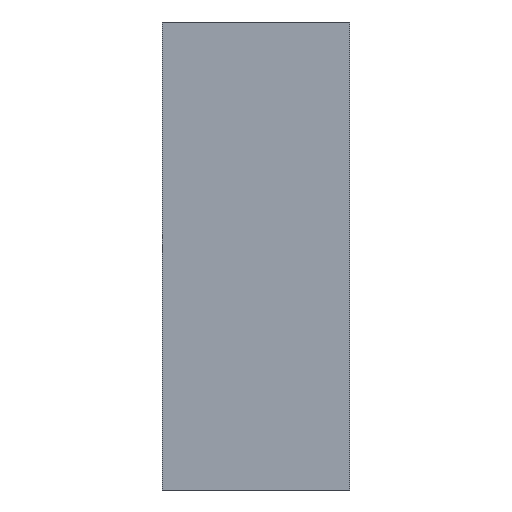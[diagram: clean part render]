
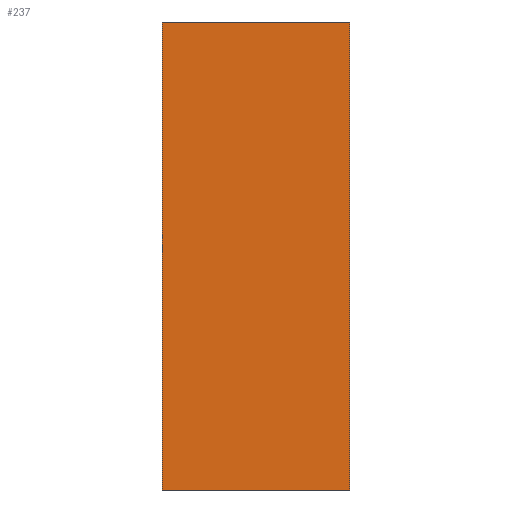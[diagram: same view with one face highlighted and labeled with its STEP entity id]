
A CAD part, left-side view. The second image highlights one B-rep face of the part: STEP entity #237.
In plain terms, the highlighted planar face has unit normal (-1, 0, 0).
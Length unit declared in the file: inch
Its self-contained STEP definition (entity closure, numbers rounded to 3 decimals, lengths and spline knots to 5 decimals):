
#2 = AXIS2_PLACEMENT_3D ( 'NONE', #138, #188, #23 ) ;
#5 = EDGE_CURVE ( 'NONE', #142, #51, #182, .T. ) ;
#15 = DIRECTION ( 'NONE',  ( 0., -1., 0. ) ) ;
#23 = DIRECTION ( 'NONE',  ( 0., 0., -1. ) ) ;
#39 = EDGE_CURVE ( 'NONE', #141, #71, #74, .T. ) ;
#51 = VERTEX_POINT ( 'NONE', #52 ) ;
#52 = CARTESIAN_POINT ( 'NONE',  ( 0., 0., 0. ) ) ;
#53 = EDGE_LOOP ( 'NONE', ( #183, #187, #111, #148 ) ) ;
#59 = CARTESIAN_POINT ( 'NONE',  ( 0., 0.1, 0. ) ) ;
#71 = VERTEX_POINT ( 'NONE', #131 ) ;
#74 = LINE ( 'NONE', #150, #223 ) ;
#75 = DIRECTION ( 'NONE',  ( 0., -1., 0. ) ) ;
#76 = CARTESIAN_POINT ( 'NONE',  ( 0., 0.1, -0.25 ) ) ;
#85 = EDGE_CURVE ( 'NONE', #71, #51, #172, .T. ) ;
#96 = CARTESIAN_POINT ( 'NONE',  ( 0., 0.1, 0. ) ) ;
#100 = DIRECTION ( 'NONE',  ( 0., 0., 1. ) ) ;
#111 = ORIENTED_EDGE ( 'NONE', *, *, #226, .F. ) ;
#129 = DIRECTION ( 'NONE',  ( 0., 0., 1. ) ) ;
#131 = CARTESIAN_POINT ( 'NONE',  ( 0., 0., -0.25 ) ) ;
#135 = PLANE ( 'NONE',  #2 ) ;
#138 = CARTESIAN_POINT ( 'NONE',  ( 0., 0.1, 0. ) ) ;
#141 = VERTEX_POINT ( 'NONE', #76 ) ;
#142 = VERTEX_POINT ( 'NONE', #152 ) ;
#148 = ORIENTED_EDGE ( 'NONE', *, *, #39, .T. ) ;
#150 = CARTESIAN_POINT ( 'NONE',  ( 0., 0.1, -0.25 ) ) ;
#152 = CARTESIAN_POINT ( 'NONE',  ( 0., 0.1, 0. ) ) ;
#154 = VECTOR ( 'NONE', #100, 39.37008 ) ;
#159 = LINE ( 'NONE', #59, #154 ) ;
#162 = VECTOR ( 'NONE', #129, 39.37008 ) ;
#172 = LINE ( 'NONE', #200, #162 ) ;
#182 = LINE ( 'NONE', #96, #185 ) ;
#183 = ORIENTED_EDGE ( 'NONE', *, *, #85, .T. ) ;
#185 = VECTOR ( 'NONE', #15, 39.37008 ) ;
#187 = ORIENTED_EDGE ( 'NONE', *, *, #5, .F. ) ;
#188 = DIRECTION ( 'NONE',  ( 1., 0., 0. ) ) ;
#200 = CARTESIAN_POINT ( 'NONE',  ( 0., 0., 0. ) ) ;
#222 = FACE_OUTER_BOUND ( 'NONE', #53, .T. ) ;
#223 = VECTOR ( 'NONE', #75, 39.37008 ) ;
#226 = EDGE_CURVE ( 'NONE', #141, #142, #159, .T. ) ;
#237 = ADVANCED_FACE ( 'NONE', ( #222 ), #135, .F. ) ;
